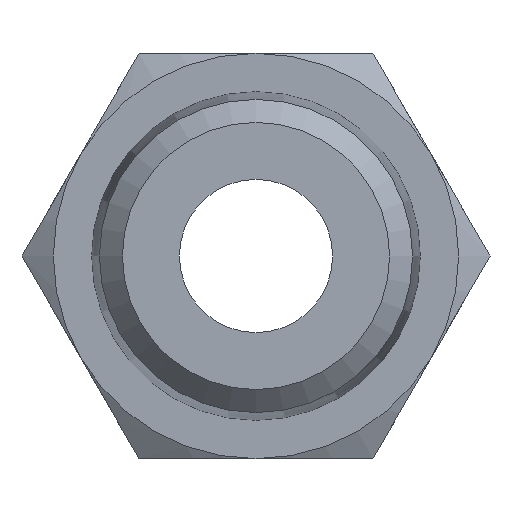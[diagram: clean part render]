
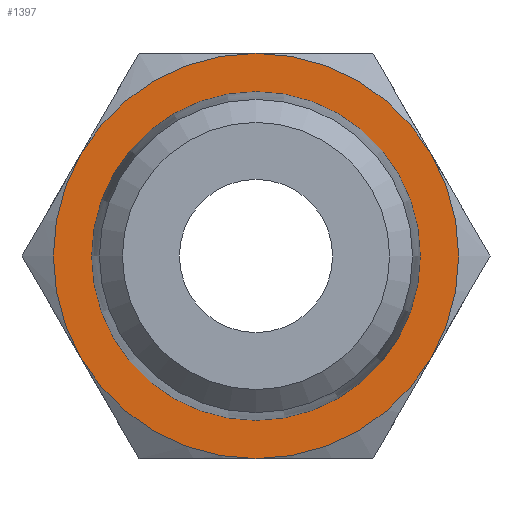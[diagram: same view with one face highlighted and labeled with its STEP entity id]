
A CAD part, front view. The second image highlights one B-rep face of the part: STEP entity #1397.
In plain terms, the highlighted planar face has unit normal (0, -1, 0).
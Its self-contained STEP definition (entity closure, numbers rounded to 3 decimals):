
#174=CARTESIAN_POINT('',(5.499,8.5,3.175));
#175=VERTEX_POINT('',#174);
#316=CARTESIAN_POINT('',(5.499,8.5,-3.175));
#317=VERTEX_POINT('',#316);
#467=CARTESIAN_POINT('',(0.,8.5,6.35));
#468=VERTEX_POINT('',#467);
#546=CARTESIAN_POINT('',(0.,8.5,-6.35));
#547=VERTEX_POINT('',#546);
#688=CARTESIAN_POINT('',(-5.499,8.5,-3.175));
#689=VERTEX_POINT('',#688);
#830=CARTESIAN_POINT('',(-5.499,8.5,3.175));
#831=VERTEX_POINT('',#830);
#1168=CARTESIAN_POINT('',(0.0,8.5,0.0));
#1169=DIRECTION('',(0.0,1.0,0.0));
#1170=DIRECTION('',(-1.0,0.0,0.0));
#1171=AXIS2_PLACEMENT_3D('',#1168,#1169,#1170);
#1172=CIRCLE('',#1171,6.35);
#1173=EDGE_CURVE('',#689,#831,#1172,.T.);
#1186=CARTESIAN_POINT('',(0.0,8.5,0.0));
#1187=DIRECTION('',(0.0,1.0,0.0));
#1188=DIRECTION('',(-1.0,0.0,0.0));
#1189=AXIS2_PLACEMENT_3D('',#1186,#1187,#1188);
#1190=CIRCLE('',#1189,6.35);
#1191=EDGE_CURVE('',#831,#468,#1190,.T.);
#1202=CARTESIAN_POINT('',(0.0,8.5,0.0));
#1203=DIRECTION('',(0.0,1.0,0.0));
#1204=DIRECTION('',(-1.0,0.0,0.0));
#1205=AXIS2_PLACEMENT_3D('',#1202,#1203,#1204);
#1206=CIRCLE('',#1205,6.35);
#1207=EDGE_CURVE('',#547,#689,#1206,.T.);
#1219=CARTESIAN_POINT('',(0.0,8.5,0.0));
#1220=DIRECTION('',(0.0,1.0,0.0));
#1221=DIRECTION('',(-1.0,0.0,0.0));
#1222=AXIS2_PLACEMENT_3D('',#1219,#1220,#1221);
#1223=CIRCLE('',#1222,6.35);
#1224=EDGE_CURVE('',#317,#547,#1223,.T.);
#1237=CARTESIAN_POINT('',(0.0,8.5,0.0));
#1238=DIRECTION('',(0.0,1.0,0.0));
#1239=DIRECTION('',(-1.0,0.0,0.0));
#1240=AXIS2_PLACEMENT_3D('',#1237,#1238,#1239);
#1241=CIRCLE('',#1240,6.35);
#1242=EDGE_CURVE('',#468,#175,#1241,.T.);
#1360=CARTESIAN_POINT('',(-5.15,8.5,0.0));
#1361=VERTEX_POINT('',#1360);
#1362=CARTESIAN_POINT('',(0.0,8.5,0.0));
#1363=DIRECTION('',(0.0,1.0,0.0));
#1364=DIRECTION('',(-1.0,0.0,0.0));
#1365=AXIS2_PLACEMENT_3D('',#1362,#1363,#1364);
#1366=CIRCLE('',#1365,5.15);
#1367=EDGE_CURVE('',#1361,#1361,#1366,.T.);
#1375=CARTESIAN_POINT('',(-5.75,8.5,0.0));
#1376=DIRECTION('',(0.0,-1.0,0.0));
#1377=DIRECTION('',(0.0,0.0,-1.0));
#1378=AXIS2_PLACEMENT_3D('',#1375,#1376,#1377);
#1379=PLANE('',#1378);
#1380=ORIENTED_EDGE('',*,*,#1173,.F.);
#1381=ORIENTED_EDGE('',*,*,#1207,.F.);
#1382=ORIENTED_EDGE('',*,*,#1224,.F.);
#1383=CARTESIAN_POINT('',(0.0,8.5,0.0));
#1384=DIRECTION('',(0.0,1.0,0.0));
#1385=DIRECTION('',(-1.0,0.0,0.0));
#1386=AXIS2_PLACEMENT_3D('',#1383,#1384,#1385);
#1387=CIRCLE('',#1386,6.35);
#1388=EDGE_CURVE('',#175,#317,#1387,.T.);
#1389=ORIENTED_EDGE('',*,*,#1388,.F.);
#1390=ORIENTED_EDGE('',*,*,#1242,.F.);
#1391=ORIENTED_EDGE('',*,*,#1191,.F.);
#1392=EDGE_LOOP('',(#1380,#1381,#1382,#1389,#1390,#1391));
#1393=FACE_OUTER_BOUND('',#1392,.T.);
#1394=ORIENTED_EDGE('',*,*,#1367,.T.);
#1395=EDGE_LOOP('',(#1394));
#1396=FACE_BOUND('',#1395,.T.);
#1397=ADVANCED_FACE('',(#1393,#1396),#1379,.T.);
